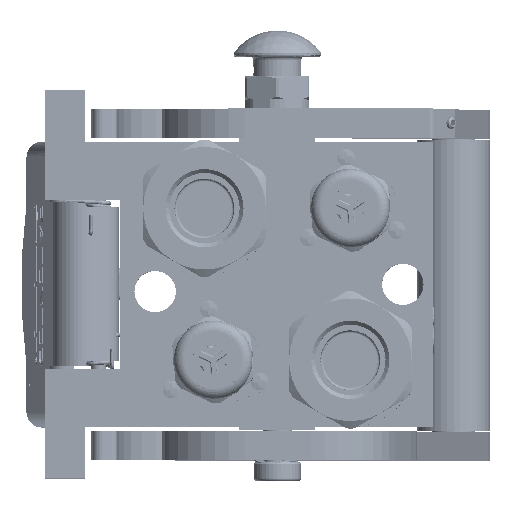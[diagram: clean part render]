
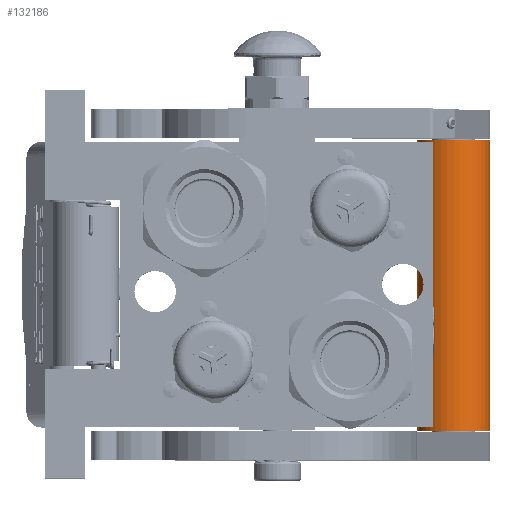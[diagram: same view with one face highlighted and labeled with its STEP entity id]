
A CAD part, top view. The second image highlights one B-rep face of the part: STEP entity #132186.
In plain terms, the highlighted cylindrical face has radius 12.5 mm (diameter 25 mm), a partial arc.
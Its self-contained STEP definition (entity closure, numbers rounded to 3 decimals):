
#2457 = CIRCLE ( 'NONE', #129950, 12.5 ) ;
#2918 = LINE ( 'NONE', #62242, #100117 ) ;
#3748 = CARTESIAN_POINT ( 'NONE',  ( 5.25, 12.5, 0. ) ) ;
#4239 = ORIENTED_EDGE ( 'NONE', *, *, #139698, .F. ) ;
#6808 = VERTEX_POINT ( 'NONE', #40640 ) ;
#12924 = AXIS2_PLACEMENT_3D ( 'NONE', #87141, #15445, #111154 ) ;
#15445 = DIRECTION ( 'NONE',  ( -1., 0., 0. ) ) ;
#16654 = DIRECTION ( 'NONE',  ( -1., 0., 0. ) ) ;
#18429 = ORIENTED_EDGE ( 'NONE', *, *, #37184, .T. ) ;
#18725 = CIRCLE ( 'NONE', #80461, 12.5 ) ;
#23436 = CYLINDRICAL_SURFACE ( 'NONE', #12924, 12.5 ) ;
#23638 = ORIENTED_EDGE ( 'NONE', *, *, #128758, .F. ) ;
#27755 = VERTEX_POINT ( 'NONE', #108583 ) ;
#28219 = CARTESIAN_POINT ( 'NONE',  ( -94.25, 0., 0. ) ) ;
#29180 = VERTEX_POINT ( 'NONE', #101790 ) ;
#37184 = EDGE_CURVE ( 'NONE', #27755, #77444, #2457, .T. ) ;
#40640 = CARTESIAN_POINT ( 'NONE',  ( -94.25, 12.5, 0. ) ) ;
#41021 = DIRECTION ( 'NONE',  ( 0., 1., 0. ) ) ;
#43548 = FACE_OUTER_BOUND ( 'NONE', #103932, .T. ) ;
#62242 = CARTESIAN_POINT ( 'NONE',  ( 5.25, -12.5, 0. ) ) ;
#73914 = VECTOR ( 'NONE', #96970, 1000. ) ;
#77444 = VERTEX_POINT ( 'NONE', #83503 ) ;
#80461 = AXIS2_PLACEMENT_3D ( 'NONE', #28219, #134147, #41021 ) ;
#83503 = CARTESIAN_POINT ( 'NONE',  ( 5.25, -12.5, 0. ) ) ;
#87141 = CARTESIAN_POINT ( 'NONE',  ( 0., 0., 0. ) ) ;
#88742 = CARTESIAN_POINT ( 'NONE',  ( 5.25, 0., 0. ) ) ;
#89763 = DIRECTION ( 'NONE',  ( 0., 1., 0. ) ) ;
#96970 = DIRECTION ( 'NONE',  ( -1., 0., 0. ) ) ;
#98393 = ORIENTED_EDGE ( 'NONE', *, *, #103190, .T. ) ;
#100117 = VECTOR ( 'NONE', #16654, 1000. ) ;
#101790 = CARTESIAN_POINT ( 'NONE',  ( -94.25, -12.5, 0. ) ) ;
#103190 = EDGE_CURVE ( 'NONE', #77444, #29180, #2918, .T. ) ;
#103932 = EDGE_LOOP ( 'NONE', ( #18429, #98393, #4239, #23638 ) ) ;
#108583 = CARTESIAN_POINT ( 'NONE',  ( 5.25, 12.5, 0. ) ) ;
#111154 = DIRECTION ( 'NONE',  ( 0., -1., 0. ) ) ;
#119699 = LINE ( 'NONE', #3748, #73914 ) ;
#128758 = EDGE_CURVE ( 'NONE', #27755, #6808, #119699, .T. ) ;
#129950 = AXIS2_PLACEMENT_3D ( 'NONE', #88742, #147542, #89763 ) ;
#132186 = ADVANCED_FACE ( 'NONE', ( #43548 ), #23436, .T. ) ;
#134147 = DIRECTION ( 'NONE',  ( -1., 0., 0. ) ) ;
#139698 = EDGE_CURVE ( 'NONE', #6808, #29180, #18725, .T. ) ;
#147542 = DIRECTION ( 'NONE',  ( -1., 0., 0. ) ) ;
